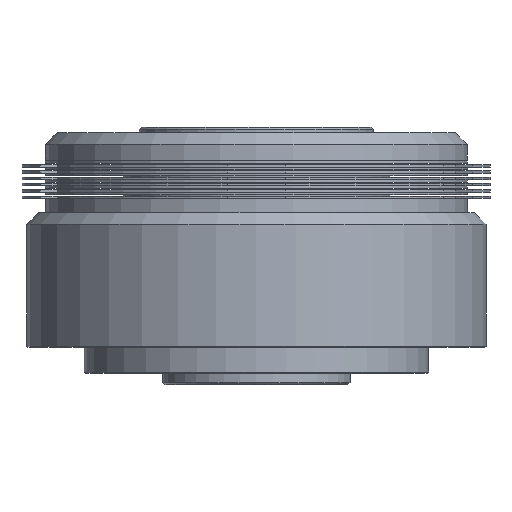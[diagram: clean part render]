
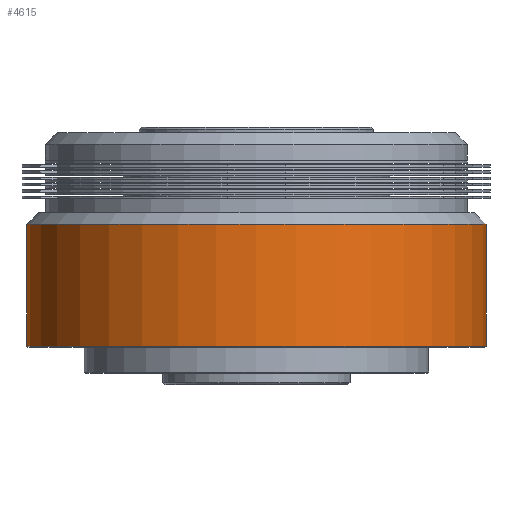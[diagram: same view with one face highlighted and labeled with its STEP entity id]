
A CAD part, front view. The second image highlights one B-rep face of the part: STEP entity #4615.
In plain terms, the highlighted cylindrical face has radius 196 mm (diameter 392 mm), a partial arc.
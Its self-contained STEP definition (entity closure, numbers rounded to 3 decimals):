
#648 = CARTESIAN_POINT ( 'NONE',  ( -196., 0., 137. ) ) ;
#649 = LINE ( 'NONE', #648, #656 ) ;
#655 = DIRECTION ( 'NONE',  ( 0., 0., -1. ) ) ;
#656 = VECTOR ( 'NONE', #655, 1000. ) ;
#667 = CARTESIAN_POINT ( 'NONE',  ( -196., 0., 23. ) ) ;
#1081 = DIRECTION ( 'NONE',  ( -1., 0., 0. ) ) ;
#1082 = DIRECTION ( 'NONE',  ( 0., 0., -1. ) ) ;
#1083 = AXIS2_PLACEMENT_3D ( 'NONE', #1084, #1082, #1081 ) ;
#1084 = CARTESIAN_POINT ( 'NONE',  ( 0., 0., 137. ) ) ;
#1085 = CYLINDRICAL_SURFACE ( 'NONE', #1083, 196. ) ;
#1086 = FACE_OUTER_BOUND ( 'NONE', #4386, .T. ) ;
#1694 = CARTESIAN_POINT ( 'NONE',  ( 196., 0., 23. ) ) ;
#1695 = DIRECTION ( 'NONE',  ( 0., 0., -1. ) ) ;
#1798 = CARTESIAN_POINT ( 'NONE',  ( -196., 0., 127. ) ) ;
#1899 = CARTESIAN_POINT ( 'NONE',  ( 196., 0., 127. ) ) ;
#1922 = VECTOR ( 'NONE', #1695, 1000. ) ;
#1925 = CARTESIAN_POINT ( 'NONE',  ( 196., 0., 137. ) ) ;
#1926 = LINE ( 'NONE', #1925, #1922 ) ;
#3210 = VERTEX_POINT ( 'NONE', #667 ) ;
#3213 = EDGE_CURVE ( 'NONE', #3365, #3210, #649, .T. ) ;
#3365 = VERTEX_POINT ( 'NONE', #1798 ) ;
#3366 = VERTEX_POINT ( 'NONE', #1899 ) ;
#3368 = EDGE_CURVE ( 'NONE', #3366, #3369, #1926, .T. ) ;
#3369 = VERTEX_POINT ( 'NONE', #1694 ) ;
#4266 = EDGE_CURVE ( 'NONE', #3210, #3369, #11460, .T. ) ;
#4278 = EDGE_CURVE ( 'NONE', #3366, #3365, #11634, .T. ) ;
#4386 = EDGE_LOOP ( 'NONE', ( #4387, #4605, #4606, #4607 ) ) ;
#4387 = ORIENTED_EDGE ( 'NONE', *, *, #3368, .F. ) ;
#4605 = ORIENTED_EDGE ( 'NONE', *, *, #4278, .T. ) ;
#4606 = ORIENTED_EDGE ( 'NONE', *, *, #3213, .T. ) ;
#4607 = ORIENTED_EDGE ( 'NONE', *, *, #4266, .T. ) ;
#4615 = ADVANCED_FACE ( 'NONE', ( #1086 ), #1085, .T. ) ;
#11448 = DIRECTION ( 'NONE',  ( -1., 0., 0. ) ) ;
#11449 = DIRECTION ( 'NONE',  ( 0., 0., 1. ) ) ;
#11451 = AXIS2_PLACEMENT_3D ( 'NONE', #11469, #11449, #11448 ) ;
#11460 = CIRCLE ( 'NONE', #11451, 196. ) ;
#11469 = CARTESIAN_POINT ( 'NONE',  ( 0., 0., 23. ) ) ;
#11634 = CIRCLE ( 'NONE', #11666, 196. ) ;
#11659 = CARTESIAN_POINT ( 'NONE',  ( 0., 0., 127. ) ) ;
#11664 = DIRECTION ( 'NONE',  ( 1., 0., 0. ) ) ;
#11665 = DIRECTION ( 'NONE',  ( 0., 0., -1. ) ) ;
#11666 = AXIS2_PLACEMENT_3D ( 'NONE', #11659, #11665, #11664 ) ;
